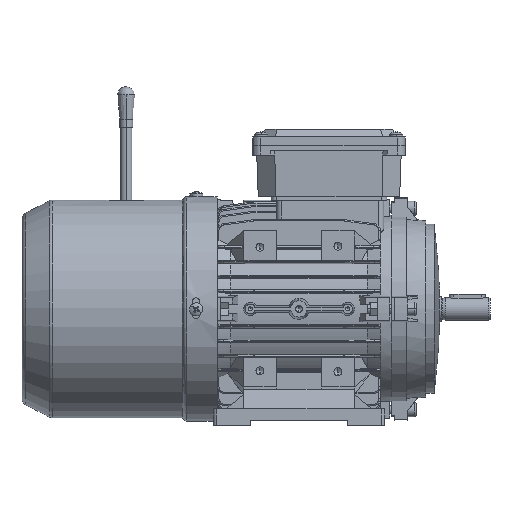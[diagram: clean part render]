
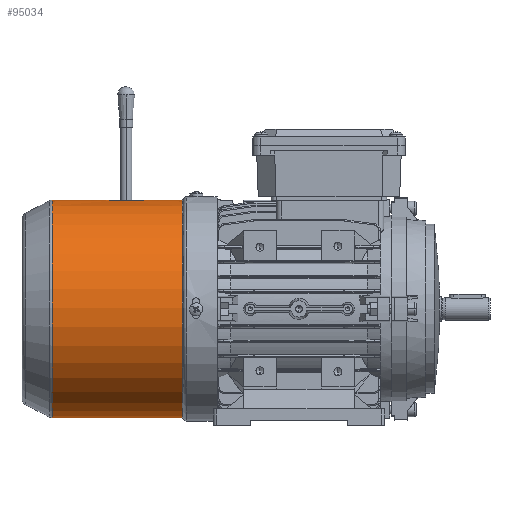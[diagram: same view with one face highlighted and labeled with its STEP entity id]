
A CAD part, front view. The second image highlights one B-rep face of the part: STEP entity #95034.
In plain terms, the highlighted cylindrical face has radius 67 mm (diameter 134 mm), a partial arc.
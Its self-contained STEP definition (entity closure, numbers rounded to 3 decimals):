
#13001 = CARTESIAN_POINT ( 'NONE',  ( 40.691, 0., -67. ) ) ;
#37463 = VERTEX_POINT ( 'NONE', #115799 ) ;
#37464 = VERTEX_POINT ( 'NONE', #115797 ) ;
#37492 = EDGE_CURVE ( 'NONE', #37494, #37495, #115952, .T. ) ;
#37494 = VERTEX_POINT ( 'NONE', #115919 ) ;
#37495 = VERTEX_POINT ( 'NONE', #115915 ) ;
#94109 = EDGE_CURVE ( 'NONE', #37494, #37464, #127574, .T. ) ;
#94138 = EDGE_CURVE ( 'NONE', #94141, #37463, #127606, .T. ) ;
#94141 = VERTEX_POINT ( 'NONE', #127593 ) ;
#94842 = EDGE_CURVE ( 'NONE', #37495, #108339, #128524, .T. ) ;
#95034 = ADVANCED_FACE ( 'NONE', ( #128809 ), #128808, .T. ) ;
#95040 = EDGE_LOOP ( 'NONE', ( #95049, #95053, #95058, #95073, #95201, #95225, #95242, #95250 ) ) ;
#95049 = ORIENTED_EDGE ( 'NONE', *, *, #94109, .F. ) ;
#95053 = ORIENTED_EDGE ( 'NONE', *, *, #37492, .T. ) ;
#95058 = ORIENTED_EDGE ( 'NONE', *, *, #94842, .T. ) ;
#95073 = ORIENTED_EDGE ( 'NONE', *, *, #95077, .F. ) ;
#95077 = EDGE_CURVE ( 'NONE', #95079, #108339, #128881, .T. ) ;
#95079 = VERTEX_POINT ( 'NONE', #128880 ) ;
#95201 = ORIENTED_EDGE ( 'NONE', *, *, #95212, .F. ) ;
#95212 = EDGE_CURVE ( 'NONE', #95215, #95079, #129054, .T. ) ;
#95215 = VERTEX_POINT ( 'NONE', #129050 ) ;
#95225 = ORIENTED_EDGE ( 'NONE', *, *, #95235, .F. ) ;
#95235 = EDGE_CURVE ( 'NONE', #94141, #95215, #129093, .T. ) ;
#95242 = ORIENTED_EDGE ( 'NONE', *, *, #94138, .T. ) ;
#95250 = ORIENTED_EDGE ( 'NONE', *, *, #95254, .F. ) ;
#95254 = EDGE_CURVE ( 'NONE', #37464, #37463, #129119, .T. ) ;
#108339 = VERTEX_POINT ( 'NONE', #13001 ) ;
#115797 = CARTESIAN_POINT ( 'NONE',  ( 102.958, 0., 67. ) ) ;
#115799 = CARTESIAN_POINT ( 'NONE',  ( 102.958, 0., -67. ) ) ;
#115915 = CARTESIAN_POINT ( 'NONE',  ( 23.105, 0., -67. ) ) ;
#115919 = CARTESIAN_POINT ( 'NONE',  ( 23.105, 0., 67. ) ) ;
#115933 = DIRECTION ( 'NONE',  ( 0., 0., -1. ) ) ;
#115936 = DIRECTION ( 'NONE',  ( 1., 0., 0. ) ) ;
#115938 = CARTESIAN_POINT ( 'NONE',  ( 23.105, 0., 0. ) ) ;
#115940 = AXIS2_PLACEMENT_3D ( 'NONE', #115938, #115936, #115933 ) ;
#115952 = CIRCLE ( 'NONE', #115940, 67. ) ;
#127571 = DIRECTION ( 'NONE',  ( 1., 0., 0. ) ) ;
#127572 = VECTOR ( 'NONE', #127571, 1000. ) ;
#127573 = CARTESIAN_POINT ( 'NONE',  ( 77.53, 0., 67. ) ) ;
#127574 = LINE ( 'NONE', #127573, #127572 ) ;
#127593 = CARTESIAN_POINT ( 'NONE',  ( 72.691, 0., -67. ) ) ;
#127603 = DIRECTION ( 'NONE',  ( 1., 0., 0. ) ) ;
#127604 = VECTOR ( 'NONE', #127603, 1000. ) ;
#127605 = CARTESIAN_POINT ( 'NONE',  ( 77.53, 0., -67. ) ) ;
#127606 = LINE ( 'NONE', #127605, #127604 ) ;
#128521 = DIRECTION ( 'NONE',  ( 1., 0., 0. ) ) ;
#128522 = VECTOR ( 'NONE', #128521, 1000. ) ;
#128523 = CARTESIAN_POINT ( 'NONE',  ( 77.53, 0., -67. ) ) ;
#128524 = LINE ( 'NONE', #128523, #128522 ) ;
#128804 = DIRECTION ( 'NONE',  ( 0., 0., -1. ) ) ;
#128805 = DIRECTION ( 'NONE',  ( 1., 0., 0. ) ) ;
#128806 = CARTESIAN_POINT ( 'NONE',  ( 77.53, 0., 0. ) ) ;
#128807 = AXIS2_PLACEMENT_3D ( 'NONE', #128806, #128805, #128804 ) ;
#128808 = CYLINDRICAL_SURFACE ( 'NONE', #128807, 67. ) ;
#128809 = FACE_OUTER_BOUND ( 'NONE', #95040, .T. ) ;
#128851 = CARTESIAN_POINT ( 'NONE',  ( 40.691, 0., -67. ) ) ;
#128852 = CARTESIAN_POINT ( 'NONE',  ( 40.691, -0.392, -67. ) ) ;
#128853 = CARTESIAN_POINT ( 'NONE',  ( 40.729, -0.781, -66.997 ) ) ;
#128854 = CARTESIAN_POINT ( 'NONE',  ( 40.844, -1.362, -66.986 ) ) ;
#128855 = CARTESIAN_POINT ( 'NONE',  ( 40.893, -1.555, -66.982 ) ) ;
#128856 = CARTESIAN_POINT ( 'NONE',  ( 41.007, -1.931, -66.972 ) ) ;
#128857 = CARTESIAN_POINT ( 'NONE',  ( 41.139, -2.299, -66.961 ) ) ;
#128858 = CARTESIAN_POINT ( 'NONE',  ( 41.306, -2.653, -66.948 ) ) ;
#128859 = CARTESIAN_POINT ( 'NONE',  ( 41.491, -3., -66.933 ) ) ;
#128860 = CARTESIAN_POINT ( 'NONE',  ( 41.593, -3.17, -66.925 ) ) ;
#128861 = CARTESIAN_POINT ( 'NONE',  ( 41.922, -3.662, -66.901 ) ) ;
#128862 = CARTESIAN_POINT ( 'NONE',  ( 42.17, -3.964, -66.883 ) ) ;
#128863 = CARTESIAN_POINT ( 'NONE',  ( 42.723, -4.518, -66.848 ) ) ;
#128864 = CARTESIAN_POINT ( 'NONE',  ( 43.032, -4.771, -66.83 ) ) ;
#128865 = CARTESIAN_POINT ( 'NONE',  ( 43.684, -5.207, -66.798 ) ) ;
#128866 = CARTESIAN_POINT ( 'NONE',  ( 44.029, -5.391, -66.783 ) ) ;
#128867 = CARTESIAN_POINT ( 'NONE',  ( 44.574, -5.618, -66.764 ) ) ;
#128868 = CARTESIAN_POINT ( 'NONE',  ( 44.761, -5.685, -66.758 ) ) ;
#128869 = CARTESIAN_POINT ( 'NONE',  ( 45.138, -5.799, -66.749 ) ) ;
#128870 = CARTESIAN_POINT ( 'NONE',  ( 45.329, -5.847, -66.744 ) ) ;
#128877 = CARTESIAN_POINT ( 'NONE',  ( 45.904, -5.961, -66.734 ) ) ;
#128878 = CARTESIAN_POINT ( 'NONE',  ( 46.294, -6., -66.731 ) ) ;
#128879 = CARTESIAN_POINT ( 'NONE',  ( 46.691, -6., -66.731 ) ) ;
#128880 = CARTESIAN_POINT ( 'NONE',  ( 46.691, -6., -66.731 ) ) ;
#128881 = B_SPLINE_CURVE_WITH_KNOTS ( 'NONE', 3,
 ( #128879, #128878, #128877, #128870, #128869, #128868, #128867, #128866, #128865, #128864, #128863, #128862, #128861, #128860, #128859, #128858, #128857, #128856, #128855, #128854, #128853, #128852, #128851 ),
 .UNSPECIFIED., .F., .F.,
 ( 4, 2, 2, 2, 2, 2, 2, 2, 1, 2, 2, 4 ),
 ( 0., 0.001, 0.002, 0.002, 0.004, 0.005, 0.006, 0.006, 0.007, 0.008, 0.008, 0.009 ),
 .UNSPECIFIED. ) ;
#129050 = CARTESIAN_POINT ( 'NONE',  ( 66.691, -6., -66.731 ) ) ;
#129051 = DIRECTION ( 'NONE',  ( -1., 0., 0. ) ) ;
#129052 = VECTOR ( 'NONE', #129051, 1000. ) ;
#129053 = CARTESIAN_POINT ( 'NONE',  ( 77.53, -6., -66.731 ) ) ;
#129054 = LINE ( 'NONE', #129053, #129052 ) ;
#129076 = CARTESIAN_POINT ( 'NONE',  ( 70.655, -4.521, -66.848 ) ) ;
#129077 = CARTESIAN_POINT ( 'NONE',  ( 71.215, -3.961, -66.883 ) ) ;
#129078 = CARTESIAN_POINT ( 'NONE',  ( 71.463, -3.658, -66.901 ) ) ;
#129079 = CARTESIAN_POINT ( 'NONE',  ( 71.788, -3.171, -66.925 ) ) ;
#129080 = CARTESIAN_POINT ( 'NONE',  ( 71.889, -3.003, -66.933 ) ) ;
#129081 = CARTESIAN_POINT ( 'NONE',  ( 72.075, -2.656, -66.948 ) ) ;
#129082 = CARTESIAN_POINT ( 'NONE',  ( 72.16, -2.476, -66.954 ) ) ;
#129083 = CARTESIAN_POINT ( 'NONE',  ( 72.385, -1.932, -66.973 ) ) ;
#129084 = CARTESIAN_POINT ( 'NONE',  ( 72.498, -1.558, -66.983 ) ) ;
#129090 = CARTESIAN_POINT ( 'NONE',  ( 72.652, -0.789, -66.996 ) ) ;
#129091 = CARTESIAN_POINT ( 'NONE',  ( 72.691, -0.391, -67. ) ) ;
#129092 = CARTESIAN_POINT ( 'NONE',  ( 72.691, 0., -67. ) ) ;
#129093 = B_SPLINE_CURVE_WITH_KNOTS ( 'NONE', 3,
 ( #129092, #129091, #129090, #129084, #129083, #129082, #129081, #129080, #129079, #129078, #129077, #129076, #129136, #129135, #129134, #129133, #129132, #129131, #129130, #129129, #129128, #129127 ),
 .UNSPECIFIED., .F., .F.,
 ( 4, 2, 2, 2, 2, 2, 2, 2, 2, 2, 4 ),
 ( 0.009, 0.011, 0.012, 0.012, 0.013, 0.014, 0.015, 0.016, 0.016, 0.018, 0.019 ),
 .UNSPECIFIED. ) ;
#129115 = DIRECTION ( 'NONE',  ( 0., 0., -1. ) ) ;
#129116 = DIRECTION ( 'NONE',  ( 1., 0., 0. ) ) ;
#129117 = CARTESIAN_POINT ( 'NONE',  ( 102.958, 0., 0. ) ) ;
#129118 = AXIS2_PLACEMENT_3D ( 'NONE', #129117, #129116, #129115 ) ;
#129119 = CIRCLE ( 'NONE', #129118, 67. ) ;
#129127 = CARTESIAN_POINT ( 'NONE',  ( 66.691, -6., -66.731 ) ) ;
#129128 = CARTESIAN_POINT ( 'NONE',  ( 67.087, -6., -66.731 ) ) ;
#129129 = CARTESIAN_POINT ( 'NONE',  ( 67.484, -5.96, -66.734 ) ) ;
#129130 = CARTESIAN_POINT ( 'NONE',  ( 68.253, -5.806, -66.748 ) ) ;
#129131 = CARTESIAN_POINT ( 'NONE',  ( 68.626, -5.693, -66.758 ) ) ;
#129132 = CARTESIAN_POINT ( 'NONE',  ( 69.171, -5.467, -66.777 ) ) ;
#129133 = CARTESIAN_POINT ( 'NONE',  ( 69.351, -5.382, -66.784 ) ) ;
#129134 = CARTESIAN_POINT ( 'NONE',  ( 69.698, -5.196, -66.798 ) ) ;
#129135 = CARTESIAN_POINT ( 'NONE',  ( 69.865, -5.095, -66.806 ) ) ;
#129136 = CARTESIAN_POINT ( 'NONE',  ( 70.352, -4.769, -66.83 ) ) ;
